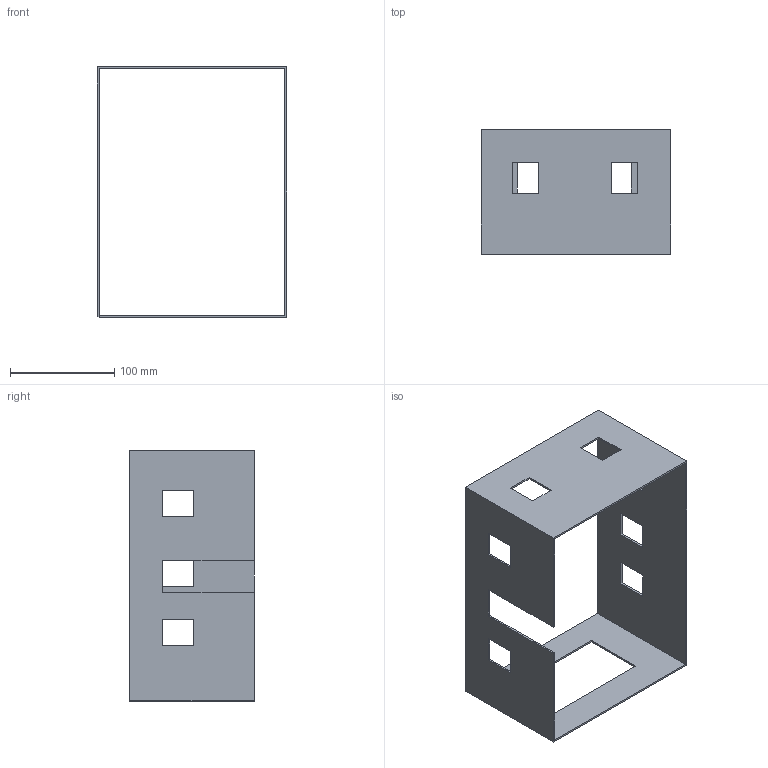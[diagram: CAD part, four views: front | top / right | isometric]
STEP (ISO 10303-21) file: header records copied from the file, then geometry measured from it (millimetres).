
FILE_DESCRIPTION(/* description */ (''),/* implementation_level */ '2;1');
FILE_NAME(/* name */ 'Demohus.stp',/* time_stamp */ '2025-03-21T20:08:04+01:00',/* author */ ('anwi'),/* organization */ (''),/* preprocessor_version */ 'ST-DEVELOPER v20',/* originating_system */ 'Autodesk Inventor 2025',/* authorisation */ '');
FILE_SCHEMA (('AUTOMOTIVE_DESIGN { 1 0 10303 214 3 1 1 }'));
Length unit declared in the file: millimetre
Products named in the file (1): Demohus
Bounding box: 181.75 x 120 x 240.36 mm (x, y, z)
Volume: 150171.2 mm3; surface area: 176892 mm2
Topology: 1 solids, 1 shells, 47 faces, 140 edges, 97 vertices
Faces by surface type: plane 47
Entity records: 1638 total; most frequent: CARTESIAN_POINT 283, ORIENTED_EDGE 276, DIRECTION 234, LINE 138, VECTOR 138, EDGE_CURVE 138, VERTEX_POINT 92, EDGE_LOOP 64
